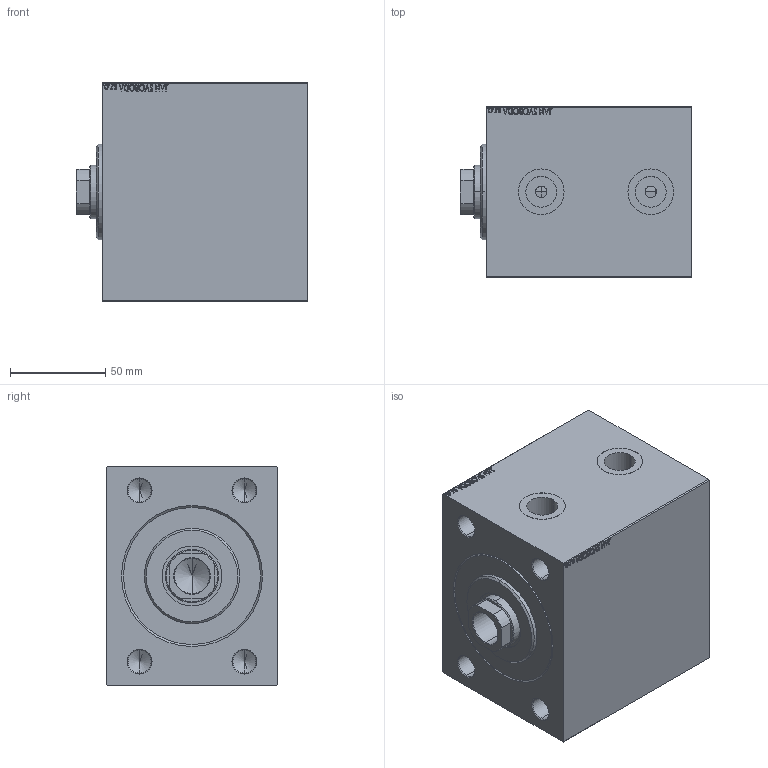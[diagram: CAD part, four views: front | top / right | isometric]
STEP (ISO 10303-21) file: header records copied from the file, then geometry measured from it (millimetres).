
FILE_DESCRIPTION (( 'STEP AP203' ), '1' );
FILE_NAME ('817c.STEP', '2021-03-19T06:44:51', ( '' ), ( '' ), 'SwSTEP 2.0', 'SolidWorks 2019', '' );
FILE_SCHEMA (( 'CONFIG_CONTROL_DESIGN' ));
Length unit declared in the file: millimetre
Products named in the file (4): V450CM_B_VCP 848c8bcc166a52e5e68be1c0e9eea502; 817c; V450CM_B 848c8bcc166a52e5e68be1c0e9eea502; V450CM_VC_B 848c8bcc166a52e5e68be1c0e9eea502
Assembly tree (3 placements, depth 2):
  817c
    V450CM_B 848c8bcc166a52e5e68be1c0e9eea502
    V450CM_B_VCP 848c8bcc166a52e5e68be1c0e9eea502
    V450CM_VC_B 848c8bcc166a52e5e68be1c0e9eea502
Bounding box: 121.5 x 90 x 115 mm (x, y, z)
Volume: 1015107.4 mm3; surface area: 128464.7 mm2
Topology: 3 solids, 3 shells, 897 faces, 2299 edges, 1505 vertices
Faces by surface type: plane 407, bspline 380, cylinder 64, cone 46
Entity records: 45025 total; most frequent: CARTESIAN_POINT 25425, ORIENTED_EDGE 4562, DIRECTION 2703, EDGE_CURVE 2281, VERTEX_POINT 1505, VECTOR 1345, LINE 1345, EDGE_LOOP 1022
